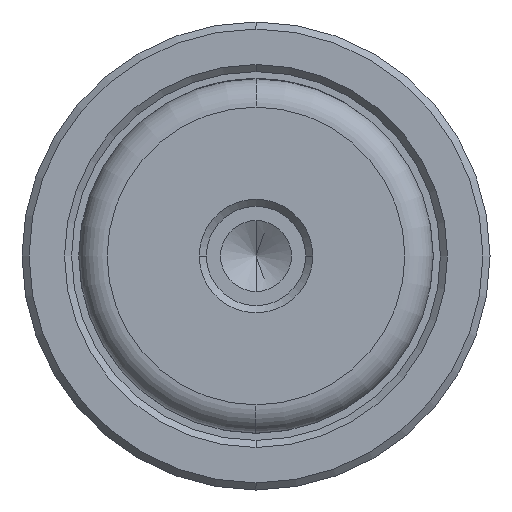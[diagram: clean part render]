
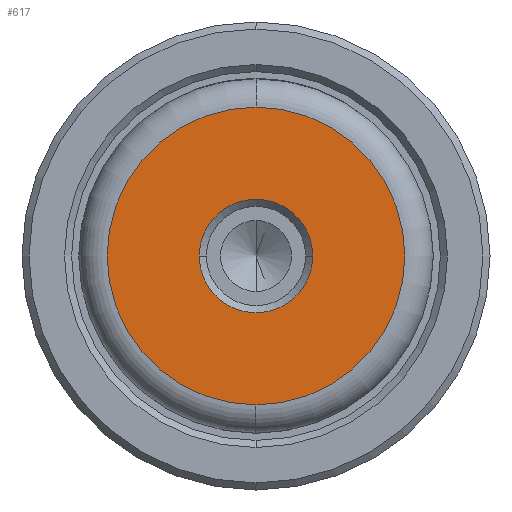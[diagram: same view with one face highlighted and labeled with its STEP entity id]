
A CAD part, left-side view. The second image highlights one B-rep face of the part: STEP entity #617.
In plain terms, the highlighted planar face has unit normal (-1, 0, 0).
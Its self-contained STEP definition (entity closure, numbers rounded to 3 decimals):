
#5 = VERTEX_POINT ( 'NONE', #39 ) ;
#39 = CARTESIAN_POINT ( 'NONE',  ( 0., 4., 0. ) ) ;
#108 = DIRECTION ( 'NONE',  ( -1., 0., 0. ) ) ;
#224 = CIRCLE ( 'NONE', #982, 10.497 ) ;
#285 = CARTESIAN_POINT ( 'NONE',  ( 0., 0., 10.497 ) ) ;
#295 = AXIS2_PLACEMENT_3D ( 'NONE', #1152, #2471, #1335 ) ;
#331 = DIRECTION ( 'NONE',  ( 1., 0., 0. ) ) ;
#338 = CIRCLE ( 'NONE', #295, 4. ) ;
#395 = CARTESIAN_POINT ( 'NONE',  ( 0., 0., 0. ) ) ;
#589 = DIRECTION ( 'NONE',  ( 0., 0., 1. ) ) ;
#617 = ADVANCED_FACE ( 'NONE', ( #1146, #1600 ), #702, .T. ) ;
#660 = CARTESIAN_POINT ( 'NONE',  ( 0., 0., -10.497 ) ) ;
#679 = CARTESIAN_POINT ( 'NONE',  ( 0., -4., 0. ) ) ;
#702 = PLANE ( 'NONE',  #2291 ) ;
#738 = VERTEX_POINT ( 'NONE', #679 ) ;
#891 = CARTESIAN_POINT ( 'NONE',  ( 0., 0., 0. ) ) ;
#982 = AXIS2_PLACEMENT_3D ( 'NONE', #2147, #1013, #2349 ) ;
#1006 = AXIS2_PLACEMENT_3D ( 'NONE', #395, #1724, #589 ) ;
#1013 = DIRECTION ( 'NONE',  ( -1., 0., 0. ) ) ;
#1033 = EDGE_CURVE ( 'NONE', #5, #738, #338, .T. ) ;
#1080 = DIRECTION ( 'NONE',  ( 0., 0., 1. ) ) ;
#1092 = EDGE_LOOP ( 'NONE', ( #1966, #2264 ) ) ;
#1146 = FACE_BOUND ( 'NONE', #1092, .T. ) ;
#1152 = CARTESIAN_POINT ( 'NONE',  ( 0., 0., 0. ) ) ;
#1314 = EDGE_LOOP ( 'NONE', ( #2165, #1708 ) ) ;
#1335 = DIRECTION ( 'NONE',  ( 0., 0., 1. ) ) ;
#1360 = CIRCLE ( 'NONE', #2436, 4. ) ;
#1473 = CARTESIAN_POINT ( 'NONE',  ( 0., 0., 0. ) ) ;
#1516 = CIRCLE ( 'NONE', #1006, 10.497 ) ;
#1585 = EDGE_CURVE ( 'NONE', #738, #5, #1360, .T. ) ;
#1600 = FACE_OUTER_BOUND ( 'NONE', #1314, .T. ) ;
#1662 = DIRECTION ( 'NONE',  ( 0., 0., 1. ) ) ;
#1708 = ORIENTED_EDGE ( 'NONE', *, *, #2175, .T. ) ;
#1711 = EDGE_CURVE ( 'NONE', #1835, #2047, #224, .T. ) ;
#1724 = DIRECTION ( 'NONE',  ( -1., 0., 0. ) ) ;
#1835 = VERTEX_POINT ( 'NONE', #285 ) ;
#1966 = ORIENTED_EDGE ( 'NONE', *, *, #1585, .T. ) ;
#2047 = VERTEX_POINT ( 'NONE', #660 ) ;
#2147 = CARTESIAN_POINT ( 'NONE',  ( 0., 0., 0. ) ) ;
#2165 = ORIENTED_EDGE ( 'NONE', *, *, #1711, .T. ) ;
#2175 = EDGE_CURVE ( 'NONE', #2047, #1835, #1516, .T. ) ;
#2264 = ORIENTED_EDGE ( 'NONE', *, *, #1033, .T. ) ;
#2291 = AXIS2_PLACEMENT_3D ( 'NONE', #891, #108, #1080 ) ;
#2349 = DIRECTION ( 'NONE',  ( 0., 0., 1. ) ) ;
#2436 = AXIS2_PLACEMENT_3D ( 'NONE', #1473, #331, #1662 ) ;
#2471 = DIRECTION ( 'NONE',  ( 1., 0., 0. ) ) ;
